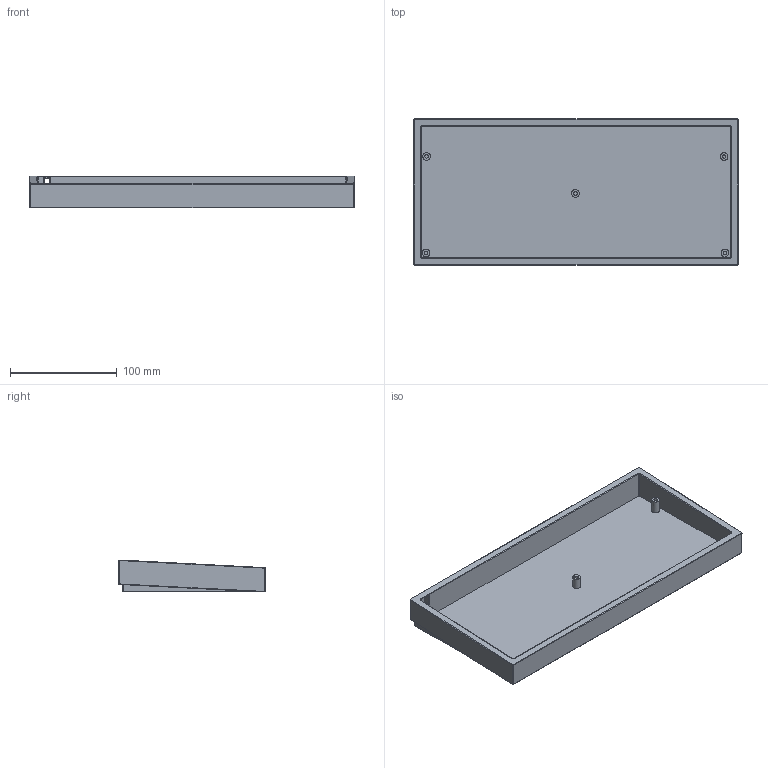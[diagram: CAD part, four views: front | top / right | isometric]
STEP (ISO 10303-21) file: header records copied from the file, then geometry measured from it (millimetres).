
FILE_DESCRIPTION(/* description */ (''),/* implementation_level */ '2;1');
FILE_NAME(/* name */ 'causeway_THT v5.step',/* time_stamp */ '2024-02-04T15:19:25-05:00',/* author */ (''),/* organization */ (''),/* preprocessor_version */ 'ST-DEVELOPER v20',/* originating_system */ 'Autodesk Translation Framework v12.20.1.177',/* authorisation */ '');
FILE_SCHEMA (('AUTOMOTIVE_DESIGN { 1 0 10303 214 3 1 1 }'));
Length unit declared in the file: millimetre
Products named in the file (2): causeway_THT; Component22
Assembly tree (1 placements, depth 2):
  causeway_THT
    Component22
Bounding box: 304 x 137 x 29.97 mm (x, y, z)
Volume: 292434.7 mm3; surface area: 126114.2 mm2
Topology: 1 solids, 1 shells, 110 faces, 239 edges, 142 vertices
Faces by surface type: plane 57, cylinder 37, bspline 14, torus 2
Full cylindrical faces by diameter (mm): 3.2 x5, 7.2 x3
Entity records: 3348 total; most frequent: CARTESIAN_POINT 872, DIRECTION 529, ORIENTED_EDGE 478, EDGE_CURVE 239, AXIS2_PLACEMENT_3D 193, LINE 143, VECTOR 143, VERTEX_POINT 142
